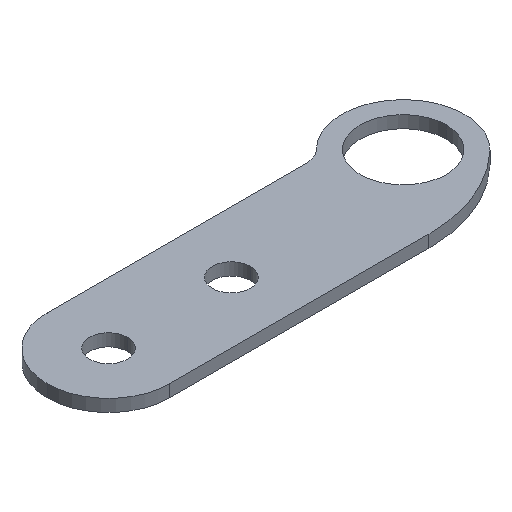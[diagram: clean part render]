
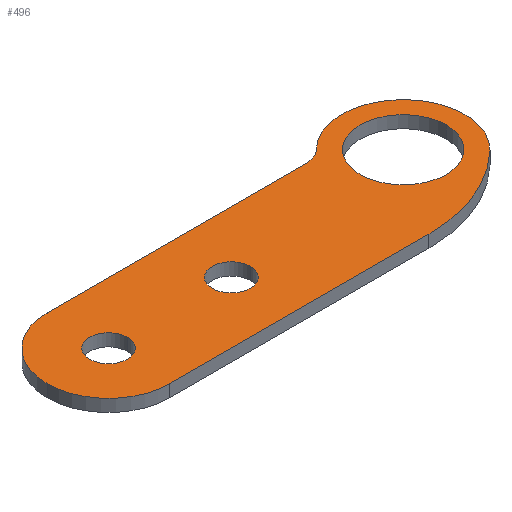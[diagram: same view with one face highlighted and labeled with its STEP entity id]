
A CAD part, isometric view. The second image highlights one B-rep face of the part: STEP entity #496.
In plain terms, the highlighted planar face has unit normal (0, 0, 1).
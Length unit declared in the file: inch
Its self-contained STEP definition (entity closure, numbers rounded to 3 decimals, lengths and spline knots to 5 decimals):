
#1 = CARTESIAN_POINT ( 'NONE',  ( -0.33268, 0., 0.03937 ) ) ;
#7 = CARTESIAN_POINT ( 'NONE',  ( -0.3937, 0., 0.03937 ) ) ;
#9 = EDGE_CURVE ( 'NONE', #542, #151, #442, .T. ) ;
#11 = DIRECTION ( 'NONE',  ( -1., 0., 0. ) ) ;
#12 = DIRECTION ( 'NONE',  ( 0., 0., 1. ) ) ;
#13 = CARTESIAN_POINT ( 'NONE',  ( 0.43705, 0.27559, 0.03937 ) ) ;
#14 = ORIENTED_EDGE ( 'NONE', *, *, #511, .T. ) ;
#16 = DIRECTION ( 'NONE',  ( 0., 0., 1. ) ) ;
#29 = EDGE_CURVE ( 'NONE', #73, #523, #528, .T. ) ;
#34 = AXIS2_PLACEMENT_3D ( 'NONE', #88, #85, #417 ) ;
#35 = EDGE_LOOP ( 'NONE', ( #488, #461 ) ) ;
#42 = ORIENTED_EDGE ( 'NONE', *, *, #266, .T. ) ;
#46 = AXIS2_PLACEMENT_3D ( 'NONE', #387, #12, #103 ) ;
#55 = AXIS2_PLACEMENT_3D ( 'NONE', #401, #59, #531 ) ;
#58 = CARTESIAN_POINT ( 'NONE',  ( -0.3937, 0.19685, 0.03937 ) ) ;
#59 = DIRECTION ( 'NONE',  ( 0., 0., 1. ) ) ;
#61 = DIRECTION ( 'NONE',  ( 0., 0., 1. ) ) ;
#70 = CARTESIAN_POINT ( 'NONE',  ( 0.49215, 0.21935, 0.03937 ) ) ;
#73 = VERTEX_POINT ( 'NONE', #1 ) ;
#74 = DIRECTION ( 'NONE',  ( 1., 0., 0. ) ) ;
#81 = EDGE_CURVE ( 'NONE', #533, #356, #220, .T. ) ;
#83 = VECTOR ( 'NONE', #241, 39.37008 ) ;
#85 = DIRECTION ( 'NONE',  ( 0., 0., 1. ) ) ;
#88 = CARTESIAN_POINT ( 'NONE',  ( 0., 0., 0.03937 ) ) ;
#103 = DIRECTION ( 'NONE',  ( 1., 0., 0. ) ) ;
#110 = FACE_BOUND ( 'NONE', #144, .T. ) ;
#111 = ORIENTED_EDGE ( 'NONE', *, *, #9, .F. ) ;
#114 = ORIENTED_EDGE ( 'NONE', *, *, #328, .T. ) ;
#115 = LINE ( 'NONE', #160, #83 ) ;
#118 = CARTESIAN_POINT ( 'NONE',  ( -0.3937, -0.19685, 0.03937 ) ) ;
#130 = ORIENTED_EDGE ( 'NONE', *, *, #343, .T. ) ;
#144 = EDGE_LOOP ( 'NONE', ( #452, #111 ) ) ;
#145 = CARTESIAN_POINT ( 'NONE',  ( 0.06102, 0., 0.03937 ) ) ;
#146 = CARTESIAN_POINT ( 'NONE',  ( -0.3937, 0., 0.03937 ) ) ;
#150 = CARTESIAN_POINT ( 'NONE',  ( 0.43705, -0.19685, 0.03937 ) ) ;
#151 = VERTEX_POINT ( 'NONE', #498 ) ;
#154 = DIRECTION ( 'NONE',  ( -1., 0., 0. ) ) ;
#157 = CIRCLE ( 'NONE', #455, 0.19685 ) ;
#160 = CARTESIAN_POINT ( 'NONE',  ( -0.3937, -0.19685, 0.03937 ) ) ;
#173 = CARTESIAN_POINT ( 'NONE',  ( 0.62992, 0.07874, 0.03937 ) ) ;
#174 = AXIS2_PLACEMENT_3D ( 'NONE', #146, #481, #231 ) ;
#177 = DIRECTION ( 'NONE',  ( 0., 0., -1. ) ) ;
#179 = CARTESIAN_POINT ( 'NONE',  ( -0.3937, 0., 0.03937 ) ) ;
#184 = EDGE_CURVE ( 'NONE', #151, #542, #186, .T. ) ;
#186 = CIRCLE ( 'NONE', #254, 0.1378 ) ;
#190 = AXIS2_PLACEMENT_3D ( 'NONE', #13, #296, #257 ) ;
#197 = FACE_BOUND ( 'NONE', #240, .T. ) ;
#202 = CIRCLE ( 'NONE', #55, 0.06102 ) ;
#206 = AXIS2_PLACEMENT_3D ( 'NONE', #173, #500, #460 ) ;
#207 = CIRCLE ( 'NONE', #504, 0.19685 ) ;
#208 = EDGE_CURVE ( 'NONE', #440, #433, #325, .T. ) ;
#220 = CIRCLE ( 'NONE', #34, 0.06102 ) ;
#231 = DIRECTION ( 'NONE',  ( -1., 0., 0. ) ) ;
#240 = EDGE_LOOP ( 'NONE', ( #446, #314 ) ) ;
#241 = DIRECTION ( 'NONE',  ( 1., 0., 0. ) ) ;
#245 = CIRCLE ( 'NONE', #307, 0.47244 ) ;
#249 = AXIS2_PLACEMENT_3D ( 'NONE', #7, #177, #11 ) ;
#251 = DIRECTION ( 'NONE',  ( 0., 0., 1. ) ) ;
#253 = CARTESIAN_POINT ( 'NONE',  ( -0.3937, 0., 0.03937 ) ) ;
#254 = AXIS2_PLACEMENT_3D ( 'NONE', #513, #61, #267 ) ;
#257 = DIRECTION ( 'NONE',  ( 1., 0., 0. ) ) ;
#265 = DIRECTION ( 'NONE',  ( 0., 0., 1. ) ) ;
#266 = EDGE_CURVE ( 'NONE', #433, #525, #521, .T. ) ;
#267 = DIRECTION ( 'NONE',  ( 1., 0., 0. ) ) ;
#275 = FACE_BOUND ( 'NONE', #35, .T. ) ;
#277 = CIRCLE ( 'NONE', #46, 0.06102 ) ;
#282 = VERTEX_POINT ( 'NONE', #396 ) ;
#283 = CARTESIAN_POINT ( 'NONE',  ( 0.43705, 0.27559, 0.03937 ) ) ;
#296 = DIRECTION ( 'NONE',  ( 0., 0., -1. ) ) ;
#304 = CARTESIAN_POINT ( 'NONE',  ( 0.76772, 0.07874, 0.03937 ) ) ;
#307 = AXIS2_PLACEMENT_3D ( 'NONE', #283, #16, #74 ) ;
#311 = DIRECTION ( 'NONE',  ( -1., 0., 0. ) ) ;
#314 = ORIENTED_EDGE ( 'NONE', *, *, #29, .F. ) ;
#317 = FACE_OUTER_BOUND ( 'NONE', #529, .T. ) ;
#319 = EDGE_CURVE ( 'NONE', #356, #533, #202, .T. ) ;
#321 = ORIENTED_EDGE ( 'NONE', *, *, #416, .T. ) ;
#325 = CIRCLE ( 'NONE', #190, 0.07874 ) ;
#328 = EDGE_CURVE ( 'NONE', #489, #494, #245, .T. ) ;
#332 = DIRECTION ( 'NONE',  ( 1., 0., 0. ) ) ;
#343 = EDGE_CURVE ( 'NONE', #361, #489, #115, .T. ) ;
#347 = CARTESIAN_POINT ( 'NONE',  ( -0.45472, 0., 0.03937 ) ) ;
#356 = VERTEX_POINT ( 'NONE', #490 ) ;
#359 = DIRECTION ( 'NONE',  ( 1., 0., 0. ) ) ;
#361 = VERTEX_POINT ( 'NONE', #118 ) ;
#362 = PLANE ( 'NONE',  #249 ) ;
#384 = CARTESIAN_POINT ( 'NONE',  ( 0.76769, -0.06187, 0.03937 ) ) ;
#387 = CARTESIAN_POINT ( 'NONE',  ( -0.3937, 0., 0.03937 ) ) ;
#395 = VECTOR ( 'NONE', #154, 39.37008 ) ;
#396 = CARTESIAN_POINT ( 'NONE',  ( -0.59055, 0., 0.03937 ) ) ;
#401 = CARTESIAN_POINT ( 'NONE',  ( 0., 0., 0.03937 ) ) ;
#411 = EDGE_CURVE ( 'NONE', #523, #73, #277, .T. ) ;
#414 = CIRCLE ( 'NONE', #174, 0.19685 ) ;
#416 = EDGE_CURVE ( 'NONE', #525, #282, #414, .T. ) ;
#417 = DIRECTION ( 'NONE',  ( 1., 0., 0. ) ) ;
#433 = VERTEX_POINT ( 'NONE', #508 ) ;
#440 = VERTEX_POINT ( 'NONE', #70 ) ;
#442 = CIRCLE ( 'NONE', #206, 0.1378 ) ;
#446 = ORIENTED_EDGE ( 'NONE', *, *, #411, .F. ) ;
#451 = ORIENTED_EDGE ( 'NONE', *, *, #208, .T. ) ;
#452 = ORIENTED_EDGE ( 'NONE', *, *, #184, .F. ) ;
#455 = AXIS2_PLACEMENT_3D ( 'NONE', #179, #471, #311 ) ;
#457 = EDGE_CURVE ( 'NONE', #494, #440, #207, .T. ) ;
#460 = DIRECTION ( 'NONE',  ( 1., 0., 0. ) ) ;
#461 = ORIENTED_EDGE ( 'NONE', *, *, #81, .F. ) ;
#471 = DIRECTION ( 'NONE',  ( 0., 0., 1. ) ) ;
#473 = CARTESIAN_POINT ( 'NONE',  ( 0.62992, 0.07874, 0.03937 ) ) ;
#481 = DIRECTION ( 'NONE',  ( 0., 0., 1. ) ) ;
#488 = ORIENTED_EDGE ( 'NONE', *, *, #319, .F. ) ;
#489 = VERTEX_POINT ( 'NONE', #150 ) ;
#490 = CARTESIAN_POINT ( 'NONE',  ( -0.06102, 0., 0.03937 ) ) ;
#494 = VERTEX_POINT ( 'NONE', #384 ) ;
#496 = ADVANCED_FACE ( 'NONE', ( #317, #110, #275, #197 ), #362, .F. ) ;
#498 = CARTESIAN_POINT ( 'NONE',  ( 0.49213, 0.07874, 0.03937 ) ) ;
#500 = DIRECTION ( 'NONE',  ( 0., 0., 1. ) ) ;
#501 = AXIS2_PLACEMENT_3D ( 'NONE', #253, #251, #332 ) ;
#504 = AXIS2_PLACEMENT_3D ( 'NONE', #473, #265, #359 ) ;
#508 = CARTESIAN_POINT ( 'NONE',  ( 0.43705, 0.19685, 0.03937 ) ) ;
#511 = EDGE_CURVE ( 'NONE', #282, #361, #157, .T. ) ;
#513 = CARTESIAN_POINT ( 'NONE',  ( 0.62992, 0.07874, 0.03937 ) ) ;
#519 = ORIENTED_EDGE ( 'NONE', *, *, #457, .T. ) ;
#521 = LINE ( 'NONE', #526, #395 ) ;
#523 = VERTEX_POINT ( 'NONE', #347 ) ;
#525 = VERTEX_POINT ( 'NONE', #58 ) ;
#526 = CARTESIAN_POINT ( 'NONE',  ( -0.3937, 0.19685, 0.03937 ) ) ;
#528 = CIRCLE ( 'NONE', #501, 0.06102 ) ;
#529 = EDGE_LOOP ( 'NONE', ( #321, #14, #130, #114, #519, #451, #42 ) ) ;
#531 = DIRECTION ( 'NONE',  ( 1., 0., 0. ) ) ;
#533 = VERTEX_POINT ( 'NONE', #145 ) ;
#542 = VERTEX_POINT ( 'NONE', #304 ) ;
